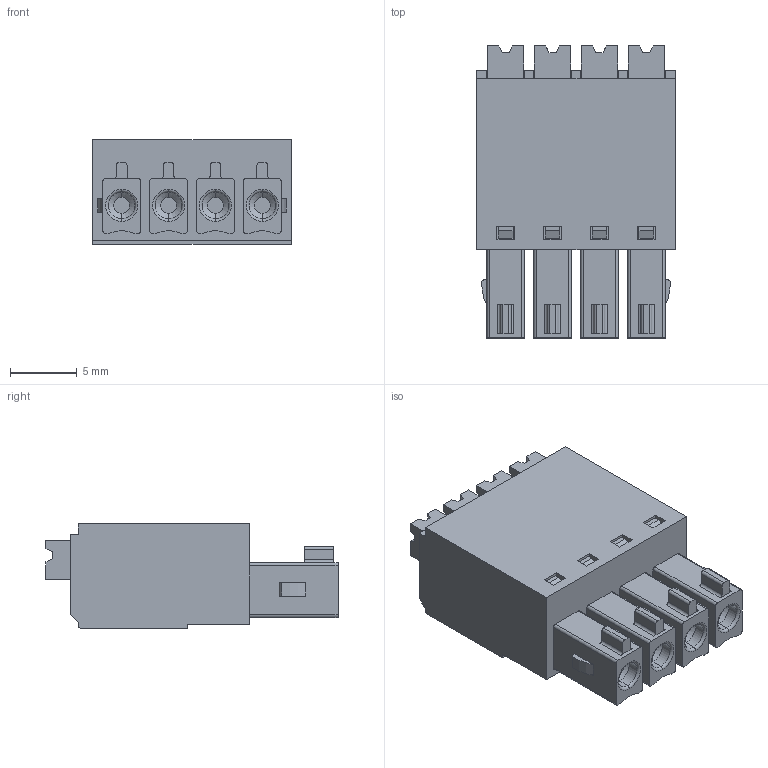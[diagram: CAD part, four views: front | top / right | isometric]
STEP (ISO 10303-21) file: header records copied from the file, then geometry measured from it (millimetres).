
FILE_DESCRIPTION (( 'STEP AP214' ), '1' );
FILE_NAME ('15EDGKN-3.5-04P-14-00AH.STEP', '2021-01-29T23:38:17', ( '' ), ( '' ), 'SwSTEP 2.0', 'SolidWorks 2020', '' );
FILE_SCHEMA (( 'AUTOMOTIVE_DESIGN' ));
Length unit declared in the file: millimetre
Products named in the file (1): 15EDGKN-3.5-04P-14-00AH
Bounding box: 14.8 x 21.8 x 7.8 mm (x, y, z)
Volume: 1520.6 mm3; surface area: 2144.7 mm2
Topology: 1 solids, 5 shells, 756 faces, 1999 edges, 1306 vertices
Faces by surface type: plane 520, bspline 111, cylinder 93, cone 20, torus 12
Entity records: 33156 total; most frequent: CARTESIAN_POINT 10873, ORIENTED_EDGE 3998, DIRECTION 3239, EDGE_CURVE 1999, LINE 1487, VECTOR 1487, VERTEX_POINT 1306, AXIS2_PLACEMENT_3D 876
